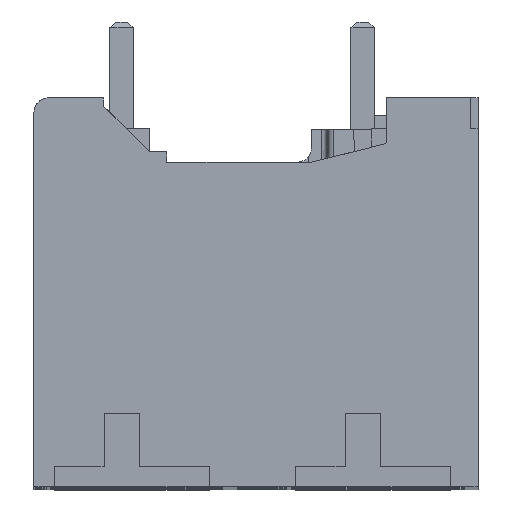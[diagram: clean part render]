
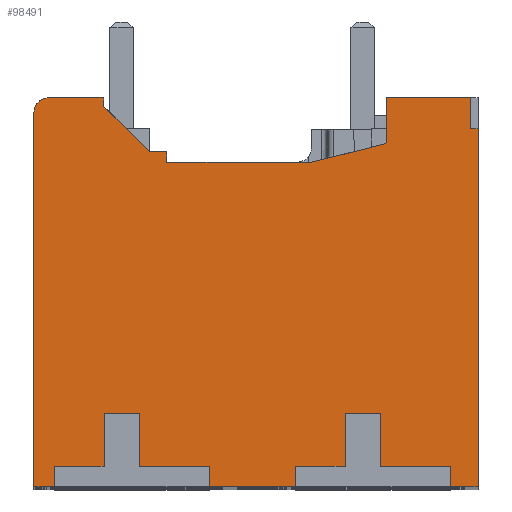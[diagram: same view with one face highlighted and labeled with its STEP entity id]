
A CAD part, top view. The second image highlights one B-rep face of the part: STEP entity #98491.
In plain terms, the highlighted planar face has unit normal (0, 0, 1).
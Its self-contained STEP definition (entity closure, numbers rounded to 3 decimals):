
#24641=DIRECTION('',(0.,1.,0.));
#24642=VECTOR('',#24641,12.25);
#24643=CARTESIAN_POINT('',(12.2,0.,2.2));
#24644=LINE('',#24643,#24642);
#25588=DIRECTION('',(-1.,0.,0.));
#25589=VECTOR('',#25588,4.959);
#25590=CARTESIAN_POINT('',(6.505,11.1,2.2));
#25591=LINE('',#25590,#25589);
#29824=DIRECTION('',(0.707,0.707,0.));
#29825=VECTOR('',#29824,0.039);
#29826=CARTESIAN_POINT('',(9.032,11.732,2.2));
#29827=LINE('',#29826,#29825);
#29828=DIRECTION('',(0.,1.,0.));
#29829=VECTOR('',#29828,1.541);
#29830=CARTESIAN_POINT('',(9.059,11.759,2.2));
#29831=LINE('',#29830,#29829);
#29832=DIRECTION('',(1.,0.,0.));
#29833=VECTOR('',#29832,2.878);
#29834=CARTESIAN_POINT('',(9.059,13.3,2.2));
#29835=LINE('',#29834,#29833);
#29836=DIRECTION('',(0.,-1.,0.));
#29837=VECTOR('',#29836,1.05);
#29838=CARTESIAN_POINT('',(11.938,13.3,2.2));
#29839=LINE('',#29838,#29837);
#29840=DIRECTION('',(-1.,0.,0.));
#29841=VECTOR('',#29840,0.95);
#29842=CARTESIAN_POINT('',(12.2,0.,2.2));
#29843=LINE('',#29842,#29841);
#29844=DIRECTION('',(0.,1.,0.));
#29845=VECTOR('',#29844,0.7);
#29846=CARTESIAN_POINT('',(11.25,0.,2.2));
#29847=LINE('',#29846,#29845);
#29848=DIRECTION('',(0.,1.,0.));
#29849=VECTOR('',#29848,1.8);
#29850=CARTESIAN_POINT('',(8.85,0.7,2.2));
#29851=LINE('',#29850,#29849);
#29852=DIRECTION('',(-1.,0.,0.));
#29853=VECTOR('',#29852,2.95);
#29854=CARTESIAN_POINT('',(5.95,0.,2.2));
#29855=LINE('',#29854,#29853);
#29856=DIRECTION('',(0.,1.,0.));
#29857=VECTOR('',#29856,0.7);
#29858=CARTESIAN_POINT('',(3.,0.,2.2));
#29859=LINE('',#29858,#29857);
#29860=DIRECTION('',(0.,1.,0.));
#29861=VECTOR('',#29860,1.8);
#29862=CARTESIAN_POINT('',(0.6,0.7,2.2));
#29863=LINE('',#29862,#29861);
#29864=DIRECTION('',(-1.,0.,0.));
#29865=VECTOR('',#29864,0.7);
#29866=CARTESIAN_POINT('',(-2.3,0.,2.2));
#29867=LINE('',#29866,#29865);
#29868=CARTESIAN_POINT('',(-2.5,12.8,2.2));
#29869=DIRECTION('',(0.,0.,-1.));
#29870=DIRECTION('',(-1.,0.,0.));
#29871=AXIS2_PLACEMENT_3D('',#29868,#29869,#29870);
#29873=DIRECTION('',(1.,0.,0.));
#29874=VECTOR('',#29873,1.895);
#29875=CARTESIAN_POINT('',(-2.5,13.3,2.2));
#29876=LINE('',#29875,#29874);
#29877=DIRECTION('',(0.,-1.,0.));
#29878=VECTOR('',#29877,0.295);
#29879=CARTESIAN_POINT('',(-0.605,13.3,2.2));
#29880=LINE('',#29879,#29878);
#29881=DIRECTION('',(0.707,-0.707,0.));
#29882=VECTOR('',#29881,2.199);
#29883=CARTESIAN_POINT('',(-0.605,13.005,2.2));
#29884=LINE('',#29883,#29882);
#29885=DIRECTION('',(1.,0.,0.));
#29886=VECTOR('',#29885,0.596);
#29887=CARTESIAN_POINT('',(0.949,11.451,2.2));
#29888=LINE('',#29887,#29886);
#29889=DIRECTION('',(0.,-1.,0.));
#29890=VECTOR('',#29889,0.351);
#29891=CARTESIAN_POINT('',(1.546,11.451,2.2));
#29892=LINE('',#29891,#29890);
#29893=DIRECTION('',(0.97,0.243,0.));
#29894=VECTOR('',#29893,2.604);
#29895=CARTESIAN_POINT('',(6.505,11.1,2.2));
#29896=LINE('',#29895,#29894);
#38489=DIRECTION('',(-1.,0.,0.));
#38490=VECTOR('',#38489,0.262);
#38491=CARTESIAN_POINT('',(12.2,12.25,2.2));
#38492=LINE('',#38491,#38490);
#38505=DIRECTION('',(1.,0.,0.));
#38506=VECTOR('',#38505,2.4);
#38507=CARTESIAN_POINT('',(8.85,0.7,2.2));
#38508=LINE('',#38507,#38506);
#38553=DIRECTION('',(1.,0.,0.));
#38554=VECTOR('',#38553,1.7);
#38555=CARTESIAN_POINT('',(5.95,0.7,2.2));
#38556=LINE('',#38555,#38554);
#38557=DIRECTION('',(0.,1.,0.));
#38558=VECTOR('',#38557,1.8);
#38559=CARTESIAN_POINT('',(7.65,0.7,2.2));
#38560=LINE('',#38559,#38558);
#38565=DIRECTION('',(1.,0.,0.));
#38566=VECTOR('',#38565,1.2);
#38567=CARTESIAN_POINT('',(7.65,2.5,2.2));
#38568=LINE('',#38567,#38566);
#38573=DIRECTION('',(0.,1.,0.));
#38574=VECTOR('',#38573,0.7);
#38575=CARTESIAN_POINT('',(5.95,0.,2.2));
#38576=LINE('',#38575,#38574);
#38585=DIRECTION('',(1.,0.,0.));
#38586=VECTOR('',#38585,2.4);
#38587=CARTESIAN_POINT('',(0.6,0.7,2.2));
#38588=LINE('',#38587,#38586);
#38633=DIRECTION('',(1.,0.,0.));
#38634=VECTOR('',#38633,1.7);
#38635=CARTESIAN_POINT('',(-2.3,0.7,2.2));
#38636=LINE('',#38635,#38634);
#38637=DIRECTION('',(0.,1.,0.));
#38638=VECTOR('',#38637,1.8);
#38639=CARTESIAN_POINT('',(-0.6,0.7,2.2));
#38640=LINE('',#38639,#38638);
#38645=DIRECTION('',(1.,0.,0.));
#38646=VECTOR('',#38645,1.2);
#38647=CARTESIAN_POINT('',(-0.6,2.5,2.2));
#38648=LINE('',#38647,#38646);
#38653=DIRECTION('',(0.,1.,0.));
#38654=VECTOR('',#38653,0.7);
#38655=CARTESIAN_POINT('',(-2.3,0.,2.2));
#38656=LINE('',#38655,#38654);
#38661=DIRECTION('',(0.,-1.,0.));
#38662=VECTOR('',#38661,12.8);
#38663=CARTESIAN_POINT('',(-3.,12.8,2.2));
#38664=LINE('',#38663,#38662);
#45199=CARTESIAN_POINT('',(-3.,0.,2.2));
#45200=VERTEX_POINT('',#45199);
#45201=CARTESIAN_POINT('',(-2.3,0.,2.2));
#45202=VERTEX_POINT('',#45201);
#45207=CARTESIAN_POINT('',(3.,0.,2.2));
#45208=VERTEX_POINT('',#45207);
#45209=CARTESIAN_POINT('',(5.95,0.,2.2));
#45210=VERTEX_POINT('',#45209);
#45215=CARTESIAN_POINT('',(11.25,0.,2.2));
#45216=VERTEX_POINT('',#45215);
#45217=CARTESIAN_POINT('',(12.2,0.,2.2));
#45218=VERTEX_POINT('',#45217);
#45579=CARTESIAN_POINT('',(12.2,12.25,2.2));
#45580=VERTEX_POINT('',#45579);
#45585=CARTESIAN_POINT('',(9.032,11.732,2.2));
#45586=CARTESIAN_POINT('',(9.059,11.759,2.2));
#45587=VERTEX_POINT('',#45585);
#45588=VERTEX_POINT('',#45586);
#45589=CARTESIAN_POINT('',(9.059,13.3,2.2));
#45590=VERTEX_POINT('',#45589);
#45591=CARTESIAN_POINT('',(11.938,13.3,2.2));
#45592=VERTEX_POINT('',#45591);
#45593=CARTESIAN_POINT('',(11.938,12.25,2.2));
#45594=VERTEX_POINT('',#45593);
#45595=CARTESIAN_POINT('',(11.25,0.7,2.2));
#45596=VERTEX_POINT('',#45595);
#45597=CARTESIAN_POINT('',(8.85,0.7,2.2));
#45598=VERTEX_POINT('',#45597);
#45599=CARTESIAN_POINT('',(8.85,2.5,2.2));
#45600=VERTEX_POINT('',#45599);
#45601=CARTESIAN_POINT('',(7.65,2.5,2.2));
#45602=VERTEX_POINT('',#45601);
#45603=CARTESIAN_POINT('',(7.65,0.7,2.2));
#45604=VERTEX_POINT('',#45603);
#45605=CARTESIAN_POINT('',(5.95,0.7,2.2));
#45606=VERTEX_POINT('',#45605);
#45607=CARTESIAN_POINT('',(3.,0.7,2.2));
#45608=VERTEX_POINT('',#45607);
#45609=CARTESIAN_POINT('',(0.6,0.7,2.2));
#45610=VERTEX_POINT('',#45609);
#45611=CARTESIAN_POINT('',(0.6,2.5,2.2));
#45612=VERTEX_POINT('',#45611);
#45613=CARTESIAN_POINT('',(-0.6,2.5,2.2));
#45614=VERTEX_POINT('',#45613);
#45615=CARTESIAN_POINT('',(-0.6,0.7,2.2));
#45616=VERTEX_POINT('',#45615);
#45617=CARTESIAN_POINT('',(-2.3,0.7,2.2));
#45618=VERTEX_POINT('',#45617);
#45619=CARTESIAN_POINT('',(-3.,12.8,2.2));
#45620=VERTEX_POINT('',#45619);
#45621=CARTESIAN_POINT('',(-2.5,13.3,2.2));
#45622=VERTEX_POINT('',#45621);
#45623=CARTESIAN_POINT('',(-0.605,13.3,2.2));
#45624=VERTEX_POINT('',#45623);
#45625=CARTESIAN_POINT('',(-0.605,13.005,2.2));
#45626=VERTEX_POINT('',#45625);
#45627=CARTESIAN_POINT('',(0.949,11.451,2.2));
#45628=VERTEX_POINT('',#45627);
#45629=CARTESIAN_POINT('',(1.546,11.451,2.2));
#45630=VERTEX_POINT('',#45629);
#45631=CARTESIAN_POINT('',(1.546,11.1,2.2));
#45632=VERTEX_POINT('',#45631);
#45633=CARTESIAN_POINT('',(6.505,11.1,2.2));
#45634=VERTEX_POINT('',#45633);
#98432=CARTESIAN_POINT('',(0.,0.,2.2));
#98433=DIRECTION('',(0.,0.,1.));
#98434=DIRECTION('',(1.,0.,0.));
#98435=AXIS2_PLACEMENT_3D('',#98432,#98433,#98434);
#98436=PLANE('',#98435);
#98438=ORIENTED_EDGE('',*,*,#98437,.T.);
#98439=ORIENTED_EDGE('',*,*,#92774,.T.);
#98440=ORIENTED_EDGE('',*,*,#92751,.T.);
#98442=ORIENTED_EDGE('',*,*,#98441,.T.);
#98444=ORIENTED_EDGE('',*,*,#98443,.F.);
#98445=ORIENTED_EDGE('',*,*,#92469,.F.);
#98446=ORIENTED_EDGE('',*,*,#58199,.T.);
#98448=ORIENTED_EDGE('',*,*,#98447,.T.);
#98450=ORIENTED_EDGE('',*,*,#98449,.F.);
#98452=ORIENTED_EDGE('',*,*,#98451,.T.);
#98454=ORIENTED_EDGE('',*,*,#98453,.F.);
#98456=ORIENTED_EDGE('',*,*,#98455,.F.);
#98458=ORIENTED_EDGE('',*,*,#98457,.F.);
#98460=ORIENTED_EDGE('',*,*,#98459,.F.);
#98461=ORIENTED_EDGE('',*,*,#58191,.T.);
#98463=ORIENTED_EDGE('',*,*,#98462,.T.);
#98465=ORIENTED_EDGE('',*,*,#98464,.F.);
#98467=ORIENTED_EDGE('',*,*,#98466,.T.);
#98469=ORIENTED_EDGE('',*,*,#98468,.F.);
#98471=ORIENTED_EDGE('',*,*,#98470,.F.);
#98473=ORIENTED_EDGE('',*,*,#98472,.F.);
#98475=ORIENTED_EDGE('',*,*,#98474,.F.);
#98476=ORIENTED_EDGE('',*,*,#58183,.T.);
#98478=ORIENTED_EDGE('',*,*,#98477,.F.);
#98479=ORIENTED_EDGE('',*,*,#98425,.T.);
#98480=ORIENTED_EDGE('',*,*,#94907,.T.);
#98481=ORIENTED_EDGE('',*,*,#94888,.T.);
#98483=ORIENTED_EDGE('',*,*,#98482,.T.);
#98484=ORIENTED_EDGE('',*,*,#93963,.T.);
#98485=ORIENTED_EDGE('',*,*,#93924,.T.);
#98486=ORIENTED_EDGE('',*,*,#93416,.F.);
#98488=ORIENTED_EDGE('',*,*,#98487,.T.);
#98489=EDGE_LOOP('',(#98438,#98439,#98440,#98442,#98444,#98445,#98446,#98448,
#98450,#98452,#98454,#98456,#98458,#98460,#98461,#98463,#98465,#98467,#98469,
#98471,#98473,#98475,#98476,#98478,#98479,#98480,#98481,#98483,#98484,#98485,
#98486,#98488));
#98490=FACE_OUTER_BOUND('',#98489,.F.);
#98491=ADVANCED_FACE('',(#98490),#98436,.T.);
#29872=CIRCLE('',#29871,0.5);
#58183=EDGE_CURVE('',#45202,#45200,#29867,.T.);
#58191=EDGE_CURVE('',#45210,#45208,#29855,.T.);
#58199=EDGE_CURVE('',#45218,#45216,#29843,.T.);
#92469=EDGE_CURVE('',#45218,#45580,#24644,.T.);
#92751=EDGE_CURVE('',#45590,#45592,#29835,.T.);
#92774=EDGE_CURVE('',#45588,#45590,#29831,.T.);
#93416=EDGE_CURVE('',#45634,#45632,#25591,.T.);
#93924=EDGE_CURVE('',#45630,#45632,#29892,.T.);
#93963=EDGE_CURVE('',#45628,#45630,#29888,.T.);
#94888=EDGE_CURVE('',#45624,#45626,#29880,.T.);
#94907=EDGE_CURVE('',#45622,#45624,#29876,.T.);
#98425=EDGE_CURVE('',#45620,#45622,#29872,.T.);
#98437=EDGE_CURVE('',#45587,#45588,#29827,.T.);
#98441=EDGE_CURVE('',#45592,#45594,#29839,.T.);
#98443=EDGE_CURVE('',#45580,#45594,#38492,.T.);
#98447=EDGE_CURVE('',#45216,#45596,#29847,.T.);
#98449=EDGE_CURVE('',#45598,#45596,#38508,.T.);
#98451=EDGE_CURVE('',#45598,#45600,#29851,.T.);
#98453=EDGE_CURVE('',#45602,#45600,#38568,.T.);
#98455=EDGE_CURVE('',#45604,#45602,#38560,.T.);
#98457=EDGE_CURVE('',#45606,#45604,#38556,.T.);
#98459=EDGE_CURVE('',#45210,#45606,#38576,.T.);
#98462=EDGE_CURVE('',#45208,#45608,#29859,.T.);
#98464=EDGE_CURVE('',#45610,#45608,#38588,.T.);
#98466=EDGE_CURVE('',#45610,#45612,#29863,.T.);
#98468=EDGE_CURVE('',#45614,#45612,#38648,.T.);
#98470=EDGE_CURVE('',#45616,#45614,#38640,.T.);
#98472=EDGE_CURVE('',#45618,#45616,#38636,.T.);
#98474=EDGE_CURVE('',#45202,#45618,#38656,.T.);
#98477=EDGE_CURVE('',#45620,#45200,#38664,.T.);
#98482=EDGE_CURVE('',#45626,#45628,#29884,.T.);
#98487=EDGE_CURVE('',#45634,#45587,#29896,.T.);
